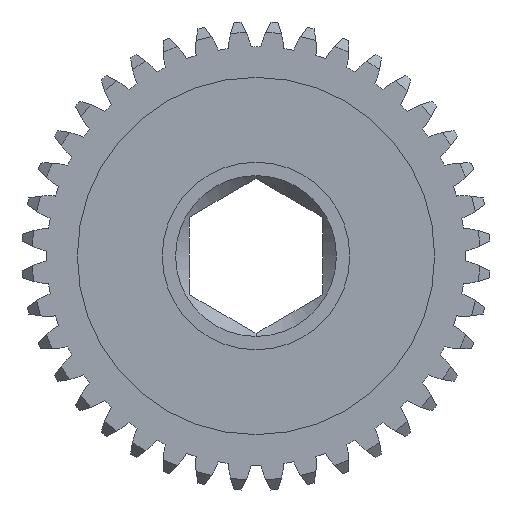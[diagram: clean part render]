
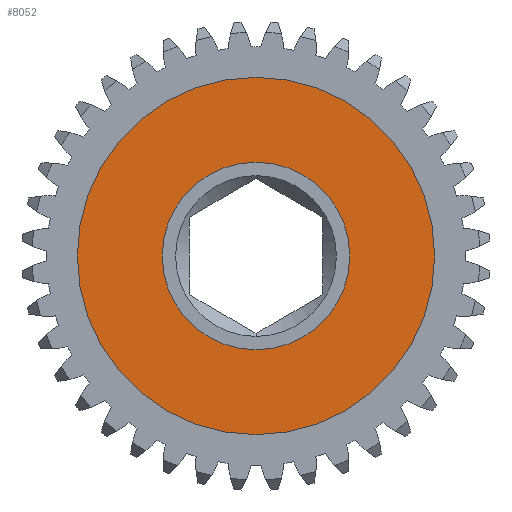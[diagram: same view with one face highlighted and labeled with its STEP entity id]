
A CAD part, left-side view. The second image highlights one B-rep face of the part: STEP entity #8052.
In plain terms, the highlighted planar face has unit normal (-1, 0, 0).
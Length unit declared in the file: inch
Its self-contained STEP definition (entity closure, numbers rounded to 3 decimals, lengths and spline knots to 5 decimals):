
#17 = VERTEX_POINT ( 'NONE', #165 ) ;
#165 = CARTESIAN_POINT ( 'NONE',  ( 0.2, 0., -0.2625 ) ) ;
#394 = DIRECTION ( 'NONE',  ( -1., 0., 0. ) ) ;
#876 = CARTESIAN_POINT ( 'NONE',  ( 0.2, 0., -0.5 ) ) ;
#1007 = AXIS2_PLACEMENT_3D ( 'NONE', #1997, #3340, #4829 ) ;
#1051 = CARTESIAN_POINT ( 'NONE',  ( 0.2, 0., 0.5 ) ) ;
#1290 = DIRECTION ( 'NONE',  ( 1., 0., 0. ) ) ;
#1827 = FACE_OUTER_BOUND ( 'NONE', #8699, .T. ) ;
#1997 = CARTESIAN_POINT ( 'NONE',  ( 0.2, 0., 0. ) ) ;
#2001 = AXIS2_PLACEMENT_3D ( 'NONE', #4322, #8623, #5004 ) ;
#2272 = ORIENTED_EDGE ( 'NONE', *, *, #5996, .T. ) ;
#2405 = CIRCLE ( 'NONE', #1007, 0.2625 ) ;
#2527 = CARTESIAN_POINT ( 'NONE',  ( 0.2, 0., 0. ) ) ;
#2558 = DIRECTION ( 'NONE',  ( 0., 0., -1. ) ) ;
#2612 = VERTEX_POINT ( 'NONE', #6172 ) ;
#2739 = ORIENTED_EDGE ( 'NONE', *, *, #6871, .F. ) ;
#2999 = ORIENTED_EDGE ( 'NONE', *, *, #9140, .T. ) ;
#3254 = EDGE_LOOP ( 'NONE', ( #2999, #2272 ) ) ;
#3340 = DIRECTION ( 'NONE',  ( 1., 0., 0. ) ) ;
#4131 = VERTEX_POINT ( 'NONE', #876 ) ;
#4322 = CARTESIAN_POINT ( 'NONE',  ( 0.2, 0., 0. ) ) ;
#4658 = FACE_BOUND ( 'NONE', #3254, .T. ) ;
#4753 = PLANE ( 'NONE',  #7183 ) ;
#4829 = DIRECTION ( 'NONE',  ( 0., 0., -1. ) ) ;
#5004 = DIRECTION ( 'NONE',  ( 0., 0., -1. ) ) ;
#5226 = AXIS2_PLACEMENT_3D ( 'NONE', #7837, #1290, #6233 ) ;
#5842 = AXIS2_PLACEMENT_3D ( 'NONE', #2527, #9267, #8306 ) ;
#5996 = EDGE_CURVE ( 'NONE', #2612, #17, #2405, .T. ) ;
#6172 = CARTESIAN_POINT ( 'NONE',  ( 0.2, 0., 0.2625 ) ) ;
#6233 = DIRECTION ( 'NONE',  ( 0., 0., -1. ) ) ;
#6871 = EDGE_CURVE ( 'NONE', #4131, #8114, #8119, .T. ) ;
#7183 = AXIS2_PLACEMENT_3D ( 'NONE', #9100, #394, #2558 ) ;
#7837 = CARTESIAN_POINT ( 'NONE',  ( 0.2, 0., 0. ) ) ;
#7838 = EDGE_CURVE ( 'NONE', #8114, #4131, #9330, .T. ) ;
#8052 = ADVANCED_FACE ( 'NONE', ( #4658, #1827 ), #4753, .T. ) ;
#8114 = VERTEX_POINT ( 'NONE', #1051 ) ;
#8119 = CIRCLE ( 'NONE', #5226, 0.5 ) ;
#8306 = DIRECTION ( 'NONE',  ( 0., 0., -1. ) ) ;
#8623 = DIRECTION ( 'NONE',  ( 1., 0., 0. ) ) ;
#8699 = EDGE_LOOP ( 'NONE', ( #8946, #2739 ) ) ;
#8946 = ORIENTED_EDGE ( 'NONE', *, *, #7838, .F. ) ;
#9100 = CARTESIAN_POINT ( 'NONE',  ( 0.2, 0., 0. ) ) ;
#9140 = EDGE_CURVE ( 'NONE', #17, #2612, #9211, .T. ) ;
#9211 = CIRCLE ( 'NONE', #5842, 0.2625 ) ;
#9267 = DIRECTION ( 'NONE',  ( 1., 0., 0. ) ) ;
#9330 = CIRCLE ( 'NONE', #2001, 0.5 ) ;
